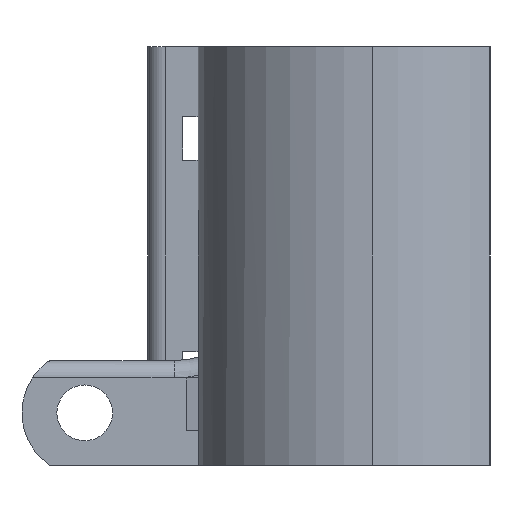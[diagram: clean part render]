
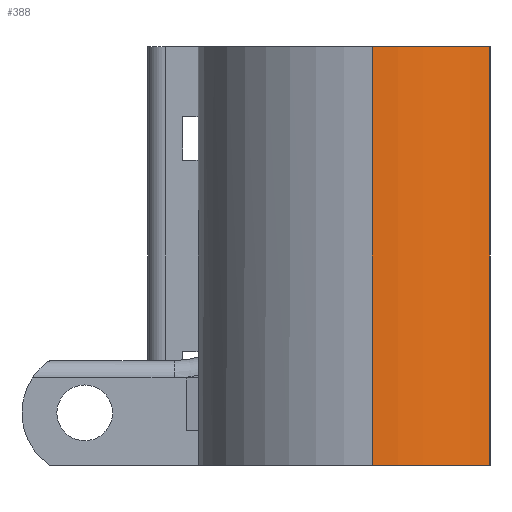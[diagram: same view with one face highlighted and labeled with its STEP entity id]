
A CAD part, left-side view. The second image highlights one B-rep face of the part: STEP entity #388.
In plain terms, the highlighted cylindrical face has radius 10 mm (diameter 20 mm), a partial arc.
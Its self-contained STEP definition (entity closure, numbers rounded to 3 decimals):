
#59 = EDGE_CURVE ( 'NONE', #1509, #1541, #1842, .T. ) ;
#60 = EDGE_CURVE ( 'NONE', #1509, #1549, #2070, .T. ) ;
#61 = EDGE_CURVE ( 'NONE', #1549, #1595, #1844, .T. ) ;
#62 = EDGE_CURVE ( 'NONE', #1541, #1595, #2076, .T. ) ;
#76 = AXIS2_PLACEMENT_3D ( 'NONE', #1062, #1064, #1070 ) ;
#388 = ADVANCED_FACE ( 'NONE', ( #1068 ), #1067, .T. ) ;
#565 = EDGE_LOOP ( 'NONE', ( #1784, #1454, #1789, #1788 ) ) ;
#1062 = CARTESIAN_POINT ( 'NONE',  ( -22.5, -2.87, 24. ) ) ;
#1064 = DIRECTION ( 'NONE',  ( 0., 0., -1. ) ) ;
#1067 = CYLINDRICAL_SURFACE ( 'NONE', #76, 10. ) ;
#1068 = FACE_OUTER_BOUND ( 'NONE', #565, .T. ) ;
#1070 = DIRECTION ( 'NONE',  ( -1., 0., 0. ) ) ;
#1454 = ORIENTED_EDGE ( 'NONE', *, *, #60, .T. ) ;
#1509 = VERTEX_POINT ( 'NONE', #2376 ) ;
#1541 = VERTEX_POINT ( 'NONE', #2405 ) ;
#1549 = VERTEX_POINT ( 'NONE', #2413 ) ;
#1595 = VERTEX_POINT ( 'NONE', #2459 ) ;
#1784 = ORIENTED_EDGE ( 'NONE', *, *, #59, .F. ) ;
#1788 = ORIENTED_EDGE ( 'NONE', *, *, #62, .F. ) ;
#1789 = ORIENTED_EDGE ( 'NONE', *, *, #61, .T. ) ;
#1842 = CIRCLE ( 'NONE', #1846, 10. ) ;
#1844 = CIRCLE ( 'NONE', #1849, 10. ) ;
#1845 = VECTOR ( 'NONE', #2077, 1000. ) ;
#1846 = AXIS2_PLACEMENT_3D ( 'NONE', #2073, #2074, #2075 ) ;
#1848 = VECTOR ( 'NONE', #2081, 1000. ) ;
#1849 = AXIS2_PLACEMENT_3D ( 'NONE', #2078, #2079, #2080 ) ;
#2065 = CARTESIAN_POINT ( 'NONE',  ( -32.5, -2.87, 24. ) ) ;
#2070 = LINE ( 'NONE', #2065, #1845 ) ;
#2072 = CARTESIAN_POINT ( 'NONE',  ( -29.873, -9.626, 24. ) ) ;
#2073 = CARTESIAN_POINT ( 'NONE',  ( -22.5, -2.87, 24. ) ) ;
#2074 = DIRECTION ( 'NONE',  ( 0., 0., 1. ) ) ;
#2075 = DIRECTION ( 'NONE',  ( 1., 0., 0. ) ) ;
#2076 = LINE ( 'NONE', #2072, #1848 ) ;
#2077 = DIRECTION ( 'NONE',  ( 0., 0., -1. ) ) ;
#2078 = CARTESIAN_POINT ( 'NONE',  ( -22.5, -2.87, 0. ) ) ;
#2079 = DIRECTION ( 'NONE',  ( 0., 0., 1. ) ) ;
#2080 = DIRECTION ( 'NONE',  ( 1., 0., 0. ) ) ;
#2081 = DIRECTION ( 'NONE',  ( 0., 0., -1. ) ) ;
#2376 = CARTESIAN_POINT ( 'NONE',  ( -32.5, -2.87, 24. ) ) ;
#2405 = CARTESIAN_POINT ( 'NONE',  ( -29.873, -9.626, 24. ) ) ;
#2413 = CARTESIAN_POINT ( 'NONE',  ( -32.5, -2.87, 0. ) ) ;
#2459 = CARTESIAN_POINT ( 'NONE',  ( -29.873, -9.626, 0. ) ) ;
